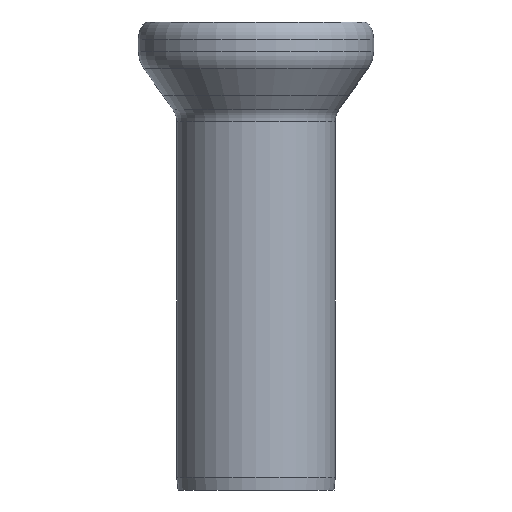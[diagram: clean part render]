
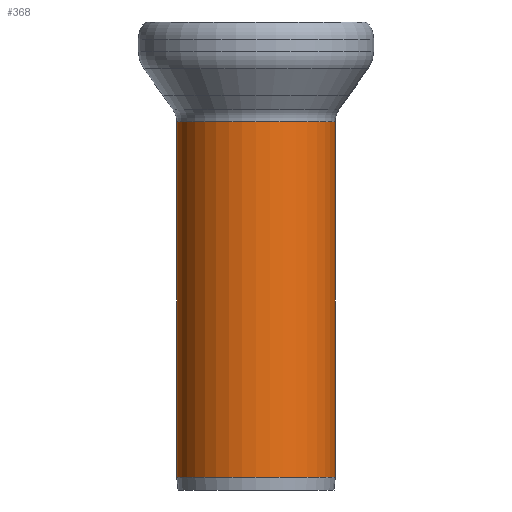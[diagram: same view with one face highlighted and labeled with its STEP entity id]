
A CAD part, front view. The second image highlights one B-rep face of the part: STEP entity #368.
In plain terms, the highlighted cylindrical face has radius 508 mm (diameter 1016 mm), a full revolution.
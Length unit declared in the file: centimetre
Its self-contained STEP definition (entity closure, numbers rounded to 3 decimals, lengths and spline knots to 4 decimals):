
#27=CYLINDRICAL_SURFACE('',#463,50.8);
#50=FACE_OUTER_BOUND('',#72,.T.);
#72=EDGE_LOOP('',(#303,#304,#305,#306,#307,#308));
#113=CIRCLE('',#461,50.8);
#114=CIRCLE('',#462,50.8);
#115=CIRCLE('',#464,50.8);
#116=CIRCLE('',#465,50.8);
#153=VERTEX_POINT('',#726);
#154=VERTEX_POINT('',#728);
#155=VERTEX_POINT('',#732);
#156=VERTEX_POINT('',#734);
#205=EDGE_CURVE('',#153,#154,#113,.T.);
#206=EDGE_CURVE('',#154,#153,#114,.T.);
#207=EDGE_CURVE('',#154,#155,#391,.T.);
#208=EDGE_CURVE('',#155,#156,#115,.T.);
#209=EDGE_CURVE('',#156,#155,#116,.T.);
#303=ORIENTED_EDGE('',*,*,#206,.F.);
#304=ORIENTED_EDGE('',*,*,#207,.T.);
#305=ORIENTED_EDGE('',*,*,#208,.T.);
#306=ORIENTED_EDGE('',*,*,#209,.T.);
#307=ORIENTED_EDGE('',*,*,#207,.F.);
#308=ORIENTED_EDGE('',*,*,#205,.F.);
#368=ADVANCED_FACE('',(#50),#27,.T.);
#391=LINE('',#733,#406);
#406=VECTOR('',#596,50.8);
#461=AXIS2_PLACEMENT_3D('',#729,#590,#591);
#462=AXIS2_PLACEMENT_3D('',#730,#592,#593);
#463=AXIS2_PLACEMENT_3D('',#731,#594,#595);
#464=AXIS2_PLACEMENT_3D('',#735,#597,#598);
#465=AXIS2_PLACEMENT_3D('',#736,#599,#600);
#590=DIRECTION('center_axis',(0.,0.,-1.));
#591=DIRECTION('ref_axis',(0.,-1.,0.));
#592=DIRECTION('center_axis',(0.,0.,-1.));
#593=DIRECTION('ref_axis',(0.,-1.,0.));
#594=DIRECTION('center_axis',(0.,0.,-1.));
#595=DIRECTION('ref_axis',(0.,1.,0.));
#596=DIRECTION('',(0.,0.,1.));
#597=DIRECTION('center_axis',(0.,0.,-1.));
#598=DIRECTION('ref_axis',(1.,0.,0.));
#599=DIRECTION('center_axis',(0.,0.,-1.));
#600=DIRECTION('ref_axis',(1.,0.,0.));
#726=CARTESIAN_POINT('',(50.8,0.,8.0499));
#728=CARTESIAN_POINT('',(0.,-50.8,8.0499));
#729=CARTESIAN_POINT('Origin',(0.,0.,8.0499));
#730=CARTESIAN_POINT('Origin',(0.,0.,8.0499));
#731=CARTESIAN_POINT('Origin',(0.,0.,122.0917));
#732=CARTESIAN_POINT('',(0.,-50.8,236.1834));
#733=CARTESIAN_POINT('',(0.,-50.8,122.0917));
#734=CARTESIAN_POINT('',(50.8,0.,236.1834));
#735=CARTESIAN_POINT('Origin',(0.,0.,236.1834));
#736=CARTESIAN_POINT('Origin',(0.,0.,236.1834));
